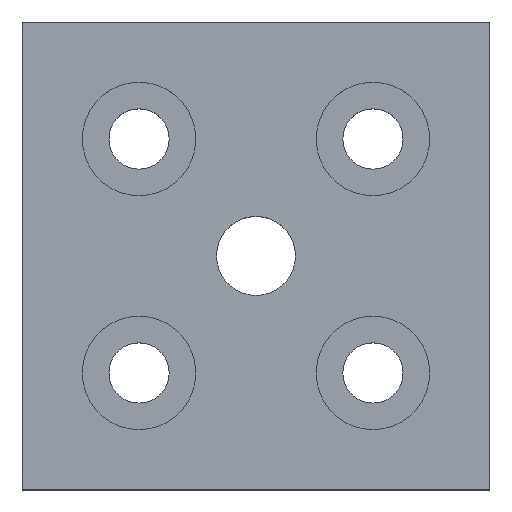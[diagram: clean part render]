
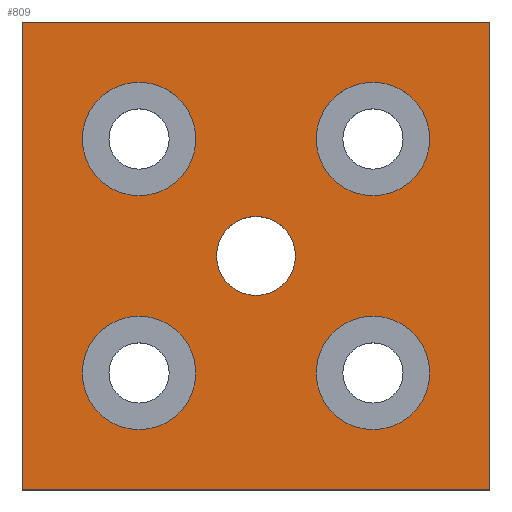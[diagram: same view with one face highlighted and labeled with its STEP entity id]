
A CAD part, top view. The second image highlights one B-rep face of the part: STEP entity #809.
In plain terms, the highlighted planar face has unit normal (0, 0, 1).
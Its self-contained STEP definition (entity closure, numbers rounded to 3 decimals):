
#2 = CARTESIAN_POINT ( 'NONE',  ( -20., 20., 6. ) ) ;
#6 = CIRCLE ( 'NONE', #120, 4.85 ) ;
#16 = DIRECTION ( 'NONE',  ( 0., 0., 1. ) ) ;
#24 = AXIS2_PLACEMENT_3D ( 'NONE', #698, #270, #844 ) ;
#28 = CARTESIAN_POINT ( 'NONE',  ( -5.15, -10., 6. ) ) ;
#30 = CARTESIAN_POINT ( 'NONE',  ( 20., -20., 6. ) ) ;
#35 = CARTESIAN_POINT ( 'NONE',  ( -14.85, -10., 6. ) ) ;
#41 = VECTOR ( 'NONE', #569, 1000. ) ;
#43 = DIRECTION ( 'NONE',  ( 0., 0., 1. ) ) ;
#62 = EDGE_LOOP ( 'NONE', ( #495, #339 ) ) ;
#68 = CARTESIAN_POINT ( 'NONE',  ( -10., -10., 6. ) ) ;
#71 = EDGE_LOOP ( 'NONE', ( #344, #208 ) ) ;
#74 = VERTEX_POINT ( 'NONE', #355 ) ;
#80 = ORIENTED_EDGE ( 'NONE', *, *, #581, .F. ) ;
#84 = VERTEX_POINT ( 'NONE', #639 ) ;
#88 = VERTEX_POINT ( 'NONE', #733 ) ;
#104 = CARTESIAN_POINT ( 'NONE',  ( -20., -20., 6. ) ) ;
#112 = DIRECTION ( 'NONE',  ( 0., 0., 1. ) ) ;
#116 = EDGE_CURVE ( 'NONE', #776, #482, #240, .T. ) ;
#120 = AXIS2_PLACEMENT_3D ( 'NONE', #222, #654, #171 ) ;
#135 = VECTOR ( 'NONE', #319, 1000. ) ;
#138 = DIRECTION ( 'NONE',  ( 1., 0., 0. ) ) ;
#160 = ORIENTED_EDGE ( 'NONE', *, *, #793, .T. ) ;
#171 = DIRECTION ( 'NONE',  ( 1., 0., 0. ) ) ;
#174 = DIRECTION ( 'NONE',  ( 0., 0., 1. ) ) ;
#184 = AXIS2_PLACEMENT_3D ( 'NONE', #667, #43, #820 ) ;
#187 = CARTESIAN_POINT ( 'NONE',  ( 20., -20., 6. ) ) ;
#199 = DIRECTION ( 'NONE',  ( 1., 0., 0. ) ) ;
#208 = ORIENTED_EDGE ( 'NONE', *, *, #512, .F. ) ;
#218 = EDGE_CURVE ( 'NONE', #854, #369, #6, .T. ) ;
#219 = DIRECTION ( 'NONE',  ( 0., -1., 0. ) ) ;
#222 = CARTESIAN_POINT ( 'NONE',  ( 10., 10., 6. ) ) ;
#223 = ORIENTED_EDGE ( 'NONE', *, *, #453, .T. ) ;
#240 = LINE ( 'NONE', #104, #41 ) ;
#263 = VERTEX_POINT ( 'NONE', #885 ) ;
#270 = DIRECTION ( 'NONE',  ( 0., 0., -1. ) ) ;
#276 = AXIS2_PLACEMENT_3D ( 'NONE', #384, #112, #531 ) ;
#278 = CIRCLE ( 'NONE', #650, 4.85 ) ;
#282 = VERTEX_POINT ( 'NONE', #749 ) ;
#283 = CARTESIAN_POINT ( 'NONE',  ( -5.15, 10., 6. ) ) ;
#293 = DIRECTION ( 'NONE',  ( 0., 0., 1. ) ) ;
#311 = DIRECTION ( 'NONE',  ( 1., 0., 0. ) ) ;
#319 = DIRECTION ( 'NONE',  ( 0., 1., 0. ) ) ;
#339 = ORIENTED_EDGE ( 'NONE', *, *, #911, .F. ) ;
#344 = ORIENTED_EDGE ( 'NONE', *, *, #530, .F. ) ;
#347 = EDGE_CURVE ( 'NONE', #74, #282, #825, .T. ) ;
#355 = CARTESIAN_POINT ( 'NONE',  ( 14.85, -10., 6. ) ) ;
#357 = FACE_BOUND ( 'NONE', #62, .T. ) ;
#362 = EDGE_CURVE ( 'NONE', #912, #562, #521, .T. ) ;
#369 = VERTEX_POINT ( 'NONE', #573 ) ;
#377 = CARTESIAN_POINT ( 'NONE',  ( 0., 0., 6. ) ) ;
#380 = CIRCLE ( 'NONE', #556, 3.375 ) ;
#384 = CARTESIAN_POINT ( 'NONE',  ( 10., -10., 6. ) ) ;
#406 = CIRCLE ( 'NONE', #184, 4.85 ) ;
#412 = FACE_BOUND ( 'NONE', #71, .T. ) ;
#419 = DIRECTION ( 'NONE',  ( 0., 0., 1. ) ) ;
#424 = FACE_BOUND ( 'NONE', #695, .T. ) ;
#425 = ORIENTED_EDGE ( 'NONE', *, *, #347, .F. ) ;
#431 = LINE ( 'NONE', #538, #686 ) ;
#432 = AXIS2_PLACEMENT_3D ( 'NONE', #832, #419, #199 ) ;
#438 = EDGE_LOOP ( 'NONE', ( #504, #223, #160, #850 ) ) ;
#444 = CARTESIAN_POINT ( 'NONE',  ( -10., 10., 6. ) ) ;
#452 = CARTESIAN_POINT ( 'NONE',  ( -20., 20., 6. ) ) ;
#453 = EDGE_CURVE ( 'NONE', #84, #490, #629, .T. ) ;
#462 = CARTESIAN_POINT ( 'NONE',  ( -20., -20., 6. ) ) ;
#482 = VERTEX_POINT ( 'NONE', #30 ) ;
#490 = VERTEX_POINT ( 'NONE', #452 ) ;
#495 = ORIENTED_EDGE ( 'NONE', *, *, #362, .F. ) ;
#498 = DIRECTION ( 'NONE',  ( -1., 0., 0. ) ) ;
#504 = ORIENTED_EDGE ( 'NONE', *, *, #661, .T. ) ;
#510 = DIRECTION ( 'NONE',  ( 0., 0., 1. ) ) ;
#512 = EDGE_CURVE ( 'NONE', #263, #88, #525, .T. ) ;
#521 = CIRCLE ( 'NONE', #754, 4.85 ) ;
#522 = DIRECTION ( 'NONE',  ( 1., 0., 0. ) ) ;
#525 = CIRCLE ( 'NONE', #601, 3.375 ) ;
#530 = EDGE_CURVE ( 'NONE', #88, #263, #380, .T. ) ;
#531 = DIRECTION ( 'NONE',  ( 1., 0., 0. ) ) ;
#538 = CARTESIAN_POINT ( 'NONE',  ( -20., -20., 6. ) ) ;
#556 = AXIS2_PLACEMENT_3D ( 'NONE', #377, #174, #522 ) ;
#562 = VERTEX_POINT ( 'NONE', #35 ) ;
#569 = DIRECTION ( 'NONE',  ( 1., 0., 0. ) ) ;
#573 = CARTESIAN_POINT ( 'NONE',  ( 14.85, 10., 6. ) ) ;
#577 = VECTOR ( 'NONE', #498, 1000. ) ;
#580 = DIRECTION ( 'NONE',  ( 0., 0., 1. ) ) ;
#581 = EDGE_CURVE ( 'NONE', #868, #638, #859, .T. ) ;
#592 = CIRCLE ( 'NONE', #276, 4.85 ) ;
#601 = AXIS2_PLACEMENT_3D ( 'NONE', #792, #510, #797 ) ;
#607 = LINE ( 'NONE', #187, #135 ) ;
#624 = FACE_BOUND ( 'NONE', #891, .T. ) ;
#629 = LINE ( 'NONE', #2, #577 ) ;
#634 = CARTESIAN_POINT ( 'NONE',  ( 5.15, 10., 6. ) ) ;
#635 = AXIS2_PLACEMENT_3D ( 'NONE', #637, #293, #138 ) ;
#637 = CARTESIAN_POINT ( 'NONE',  ( 10., -10., 6. ) ) ;
#638 = VERTEX_POINT ( 'NONE', #755 ) ;
#639 = CARTESIAN_POINT ( 'NONE',  ( 20., 20., 6. ) ) ;
#641 = ORIENTED_EDGE ( 'NONE', *, *, #218, .F. ) ;
#650 = AXIS2_PLACEMENT_3D ( 'NONE', #723, #16, #311 ) ;
#654 = DIRECTION ( 'NONE',  ( 0., 0., 1. ) ) ;
#661 = EDGE_CURVE ( 'NONE', #482, #84, #607, .T. ) ;
#667 = CARTESIAN_POINT ( 'NONE',  ( -10., 10., 6. ) ) ;
#671 = AXIS2_PLACEMENT_3D ( 'NONE', #444, #580, #869 ) ;
#684 = ORIENTED_EDGE ( 'NONE', *, *, #841, .F. ) ;
#686 = VECTOR ( 'NONE', #219, 1000. ) ;
#695 = EDGE_LOOP ( 'NONE', ( #425, #834 ) ) ;
#698 = CARTESIAN_POINT ( 'NONE',  ( 0., 0., 6. ) ) ;
#705 = FACE_OUTER_BOUND ( 'NONE', #438, .T. ) ;
#717 = ORIENTED_EDGE ( 'NONE', *, *, #763, .F. ) ;
#723 = CARTESIAN_POINT ( 'NONE',  ( -10., -10., 6. ) ) ;
#733 = CARTESIAN_POINT ( 'NONE',  ( 3.375, 0., 6. ) ) ;
#749 = CARTESIAN_POINT ( 'NONE',  ( 5.15, -10., 6. ) ) ;
#754 = AXIS2_PLACEMENT_3D ( 'NONE', #68, #767, #845 ) ;
#755 = CARTESIAN_POINT ( 'NONE',  ( -14.85, 10., 6. ) ) ;
#762 = EDGE_CURVE ( 'NONE', #282, #74, #592, .T. ) ;
#763 = EDGE_CURVE ( 'NONE', #638, #868, #406, .T. ) ;
#767 = DIRECTION ( 'NONE',  ( 0., 0., 1. ) ) ;
#776 = VERTEX_POINT ( 'NONE', #462 ) ;
#783 = FACE_BOUND ( 'NONE', #789, .T. ) ;
#789 = EDGE_LOOP ( 'NONE', ( #80, #717 ) ) ;
#792 = CARTESIAN_POINT ( 'NONE',  ( 0., 0., 6. ) ) ;
#793 = EDGE_CURVE ( 'NONE', #490, #776, #431, .T. ) ;
#797 = DIRECTION ( 'NONE',  ( 1., 0., 0. ) ) ;
#809 = ADVANCED_FACE ( 'NONE', ( #412, #624, #357, #424, #783, #705 ), #900, .F. ) ;
#820 = DIRECTION ( 'NONE',  ( 1., 0., 0. ) ) ;
#825 = CIRCLE ( 'NONE', #635, 4.85 ) ;
#832 = CARTESIAN_POINT ( 'NONE',  ( 10., 10., 6. ) ) ;
#834 = ORIENTED_EDGE ( 'NONE', *, *, #762, .F. ) ;
#841 = EDGE_CURVE ( 'NONE', #369, #854, #895, .T. ) ;
#844 = DIRECTION ( 'NONE',  ( -1., 0., 0. ) ) ;
#845 = DIRECTION ( 'NONE',  ( 1., 0., 0. ) ) ;
#850 = ORIENTED_EDGE ( 'NONE', *, *, #116, .T. ) ;
#854 = VERTEX_POINT ( 'NONE', #634 ) ;
#859 = CIRCLE ( 'NONE', #671, 4.85 ) ;
#868 = VERTEX_POINT ( 'NONE', #283 ) ;
#869 = DIRECTION ( 'NONE',  ( 1., 0., 0. ) ) ;
#885 = CARTESIAN_POINT ( 'NONE',  ( -3.375, 0., 6. ) ) ;
#891 = EDGE_LOOP ( 'NONE', ( #684, #641 ) ) ;
#895 = CIRCLE ( 'NONE', #432, 4.85 ) ;
#900 = PLANE ( 'NONE',  #24 ) ;
#911 = EDGE_CURVE ( 'NONE', #562, #912, #278, .T. ) ;
#912 = VERTEX_POINT ( 'NONE', #28 ) ;
